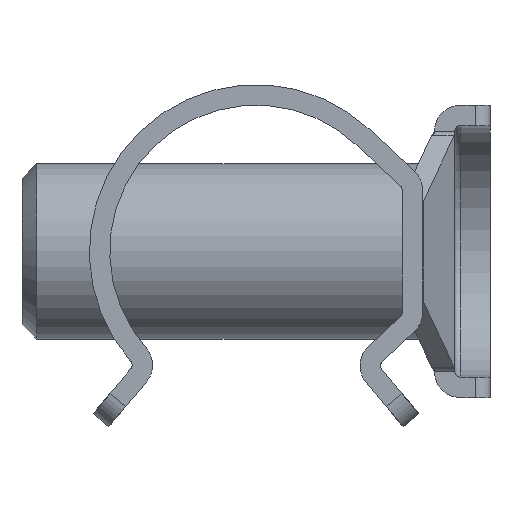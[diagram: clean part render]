
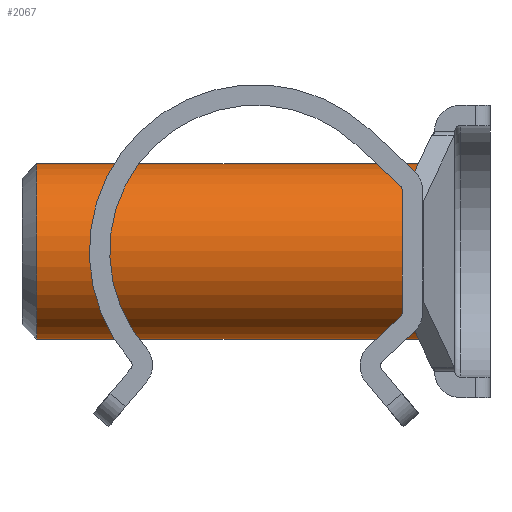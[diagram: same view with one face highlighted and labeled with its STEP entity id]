
A CAD part, front view. The second image highlights one B-rep face of the part: STEP entity #2067.
In plain terms, the highlighted cylindrical face has radius 3 mm (diameter 6 mm), a full revolution.
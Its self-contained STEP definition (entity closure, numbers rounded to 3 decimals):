
#21 = ORIENTED_EDGE ( 'NONE', *, *, #1093, .F. ) ;
#372 = CARTESIAN_POINT ( 'NONE',  ( -8., 0., 0. ) ) ;
#386 = CIRCLE ( 'NONE', #1857, 3. ) ;
#599 = EDGE_LOOP ( 'NONE', ( #21 ) ) ;
#622 = AXIS2_PLACEMENT_3D ( 'NONE', #372, #1039, #1674 ) ;
#661 = CARTESIAN_POINT ( 'NONE',  ( -7.5, 0., 3. ) ) ;
#809 = DIRECTION ( 'NONE',  ( -1., 0., 0. ) ) ;
#830 = DIRECTION ( 'NONE',  ( 1., 0., 0. ) ) ;
#850 = VERTEX_POINT ( 'NONE', #1489 ) ;
#875 = ORIENTED_EDGE ( 'NONE', *, *, #1807, .F. ) ;
#956 = DIRECTION ( 'NONE',  ( 0., 1., 0. ) ) ;
#975 = DIRECTION ( 'NONE',  ( 0., 0., 1. ) ) ;
#989 = CARTESIAN_POINT ( 'NONE',  ( 6.1, 0., 0. ) ) ;
#1000 = CYLINDRICAL_SURFACE ( 'NONE', #622, 3. ) ;
#1039 = DIRECTION ( 'NONE',  ( -1., 0., 0. ) ) ;
#1093 = EDGE_CURVE ( 'NONE', #850, #850, #386, .T. ) ;
#1107 = FACE_OUTER_BOUND ( 'NONE', #1614, .T. ) ;
#1306 = AXIS2_PLACEMENT_3D ( 'NONE', #2102, #809, #975 ) ;
#1383 = CIRCLE ( 'NONE', #1306, 3. ) ;
#1489 = CARTESIAN_POINT ( 'NONE',  ( 6.1, 3., 0. ) ) ;
#1535 = FACE_OUTER_BOUND ( 'NONE', #599, .T. ) ;
#1614 = EDGE_LOOP ( 'NONE', ( #875 ) ) ;
#1674 = DIRECTION ( 'NONE',  ( 0., 0., 1. ) ) ;
#1697 = VERTEX_POINT ( 'NONE', #661 ) ;
#1807 = EDGE_CURVE ( 'NONE', #1697, #1697, #1383, .T. ) ;
#1857 = AXIS2_PLACEMENT_3D ( 'NONE', #989, #830, #956 ) ;
#2067 = ADVANCED_FACE ( 'NONE', ( #1107, #1535 ), #1000, .T. ) ;
#2102 = CARTESIAN_POINT ( 'NONE',  ( -7.5, 0., 0. ) ) ;
